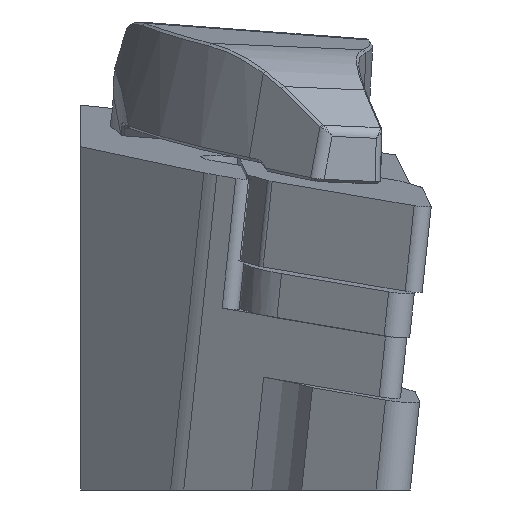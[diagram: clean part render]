
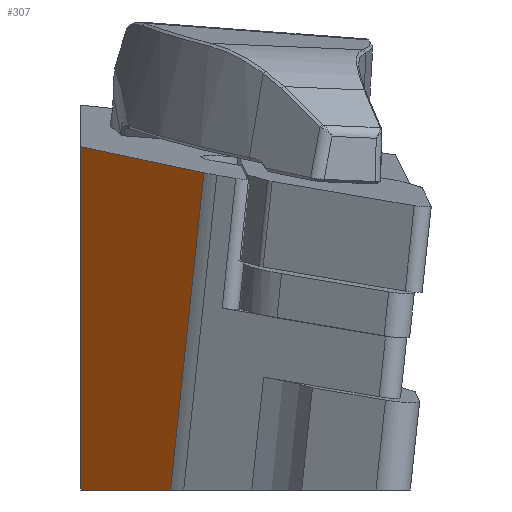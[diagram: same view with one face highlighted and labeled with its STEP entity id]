
A CAD part, left-side view. The second image highlights one B-rep face of the part: STEP entity #307.
In plain terms, the highlighted planar face has unit normal (-0.703, 0.711, 0).
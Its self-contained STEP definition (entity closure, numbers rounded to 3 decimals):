
#307=ADVANCED_FACE('',(#508),#440,.T.);
#440=PLANE('',#2454);
#508=FACE_OUTER_BOUND('',#644,.T.);
#644=EDGE_LOOP('',(#884,#885,#886,#887));
#884=ORIENTED_EDGE('',*,*,#1787,.T.);
#885=ORIENTED_EDGE('',*,*,#1739,.T.);
#886=ORIENTED_EDGE('',*,*,#1756,.F.);
#887=ORIENTED_EDGE('',*,*,#1789,.F.);
#1515=VERTEX_POINT('',#3317);
#1516=VERTEX_POINT('',#3319);
#1530=VERTEX_POINT('',#3350);
#1550=VERTEX_POINT('',#3411);
#1739=EDGE_CURVE('',#1516,#1515,#2076,.T.);
#1756=EDGE_CURVE('',#1530,#1515,#2086,.T.);
#1787=EDGE_CURVE('',#1550,#1516,#2112,.T.);
#1789=EDGE_CURVE('',#1550,#1530,#2113,.T.);
#2076=LINE('',#3318,#2257);
#2086=LINE('',#3351,#2267);
#2112=LINE('',#3410,#2293);
#2113=LINE('',#3414,#2294);
#2257=VECTOR('',#2675,1.);
#2267=VECTOR('',#2701,1.);
#2293=VECTOR('',#2755,1.);
#2294=VECTOR('',#2760,1.);
#2454=AXIS2_PLACEMENT_3D('',#3415,#2761,#2762);
#2675=DIRECTION('',(0.703,0.696,0.147));
#2701=DIRECTION('',(0.001,0.,1.));
#2755=DIRECTION('',(-0.105,-0.104,0.989));
#2760=DIRECTION('',(0.711,0.703,0.));
#2761=DIRECTION('',(-0.703,0.711,0.));
#2762=DIRECTION('',(-0.711,-0.703,0.));
#3317=CARTESIAN_POINT('',(19.764,0.,4.413));
#3318=CARTESIAN_POINT('',(-23.96,-43.244,-4.753));
#3319=CARTESIAN_POINT('',(10.911,-8.756,2.557));
#3350=CARTESIAN_POINT('',(19.75,0.,-20.));
#3351=CARTESIAN_POINT('',(19.756,0.,-9.233));
#3410=CARTESIAN_POINT('',(12.343,-7.332,-10.993));
#3411=CARTESIAN_POINT('',(13.295,-6.385,-20.));
#3414=CARTESIAN_POINT('',(15.494,-4.21,-20.));
#3415=CARTESIAN_POINT('',(145.695,124.555,16.962));
